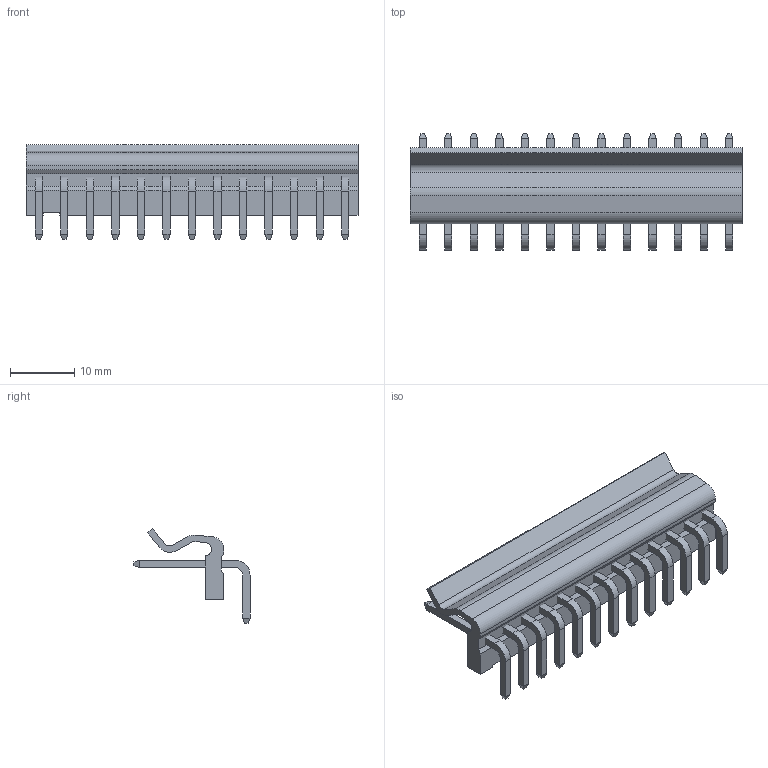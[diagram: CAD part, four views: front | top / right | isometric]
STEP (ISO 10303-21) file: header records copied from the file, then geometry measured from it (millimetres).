
FILE_DESCRIPTION(('STEP AP214'), '1');
FILE_NAME('DS1072-2MRT6', '2018-05-08T21:17:47', ('Nobody'), (''), 'ASCON STEP Converter 1.3', 'ASCON Math Kernel', '');
FILE_SCHEMA(('AUTOMOTIVE_DESIGN { 1 0 10303 214 3 1 1}'));
Length unit declared in the file: millimetre
Assembly tree (14 placements, depth 2):
  (unnamed)
    (unnamed)
    (unnamed)  x13
Bounding box: 51.48 x 17.99 x 14.62 mm (x, y, z)
Volume: 2219.2 mm3; surface area: 3966.3 mm2
Topology: 14 solids, 14 shells, 261 faces, 595 edges, 362 vertices
Faces by surface type: plane 229, cylinder 32
Entity records: 2153 total; most frequent: DIRECTION 251, CARTESIAN_POINT 249, ORIENTED_EDGE 230, EDGE_CURVE 115, LINE 99, VECTOR 99, AXIS2_PLACEMENT_3D 76, VERTEX_POINT 74
